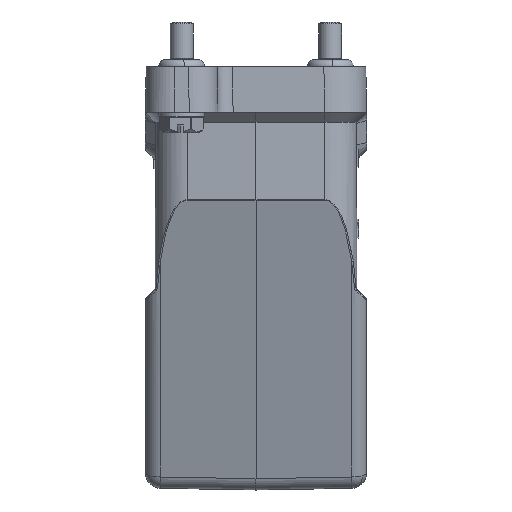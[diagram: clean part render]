
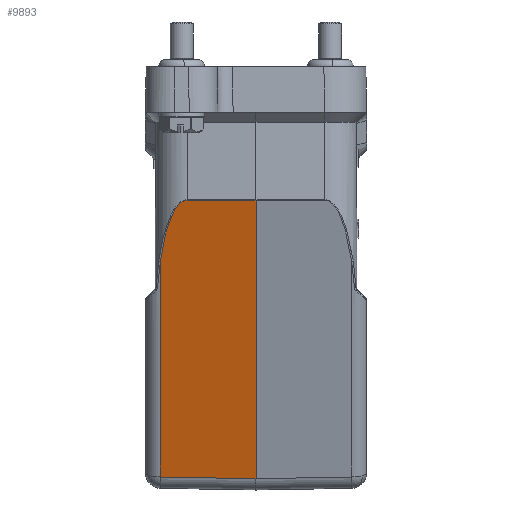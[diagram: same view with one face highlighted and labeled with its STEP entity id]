
A CAD part, left-side view. The second image highlights one B-rep face of the part: STEP entity #9893.
In plain terms, the highlighted planar face has unit normal (-0.966, 0.018, -0.259).
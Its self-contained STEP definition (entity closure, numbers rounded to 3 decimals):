
#925=DIRECTION('',(-0.013,-1.,-0.017));
#926=VECTOR('',#925,25.076);
#927=CARTESIAN_POINT('',(-55.094,25.07,-95.598));
#928=LINE('',#927,#926);
#929=CARTESIAN_POINT('',(-74.668,18.048,-23.022));
#930=CARTESIAN_POINT('',(-74.666,18.167,-23.022));
#931=CARTESIAN_POINT('',(-74.651,18.545,-23.052));
#932=CARTESIAN_POINT('',(-74.579,19.185,-23.279));
#933=CARTESIAN_POINT('',(-74.43,19.894,-23.787));
#934=CARTESIAN_POINT('',(-74.24,20.519,-24.453));
#935=CARTESIAN_POINT('',(-74.027,21.065,-25.209));
#936=CARTESIAN_POINT('',(-73.803,21.541,-26.013));
#937=CARTESIAN_POINT('',(-73.57,21.965,-26.856));
#938=CARTESIAN_POINT('',(-73.332,22.344,-27.718));
#939=CARTESIAN_POINT('',(-73.092,22.684,-28.59));
#940=CARTESIAN_POINT('',(-72.846,22.998,-29.486));
#941=CARTESIAN_POINT('',(-72.588,23.297,-30.432));
#942=CARTESIAN_POINT('',(-72.307,23.59,-31.46));
#943=CARTESIAN_POINT('',(-71.998,23.881,-32.594));
#944=CARTESIAN_POINT('',(-71.657,24.169,-33.845));
#945=CARTESIAN_POINT('',(-71.284,24.449,-35.218));
#946=CARTESIAN_POINT('',(-70.878,24.718,-36.715));
#947=CARTESIAN_POINT('',(-70.525,24.922,-38.02));
#948=CARTESIAN_POINT('',(-70.307,25.034,-38.827));
#949=CARTESIAN_POINT('',(-70.235,25.07,-39.091));
#951=DIRECTION('',(0.017,1.,0.002));
#952=VECTOR('',#951,18.051);
#953=CARTESIAN_POINT('',(-74.983,0.,
-23.064));
#954=LINE('',#953,#952);
#955=DIRECTION('',(-0.259,0.,0.966));
#956=VECTOR('',#955,75.546);
#957=CARTESIAN_POINT('',(-55.43,0.,
-96.036));
#958=LINE('',#957,#956);
#981=DIRECTION('',(-0.259,0.,0.966));
#982=VECTOR('',#981,58.501);
#983=CARTESIAN_POINT('',(-55.094,25.07,-95.598));
#984=LINE('',#983,#982);
#998=CARTESIAN_POINT('',(-70.235,25.07,-39.091));
#1470=CARTESIAN_POINT('',(-55.43,0.,
-96.036));
#1935=CARTESIAN_POINT('',(-74.983,0.,
-23.064));
#7446=VERTEX_POINT('',#1470);
#7459=CARTESIAN_POINT('',(-55.094,25.07,
-95.598));
#7460=VERTEX_POINT('',#7459);
#7992=VERTEX_POINT('',#1935);
#7993=CARTESIAN_POINT('',(-74.668,18.048,
-23.022));
#7994=VERTEX_POINT('',#7993);
#7999=VERTEX_POINT('',#998);
#9878=CARTESIAN_POINT('',(-54.636,0.,-99.));
#9879=DIRECTION('',(0.966,-0.017,0.259));
#9880=DIRECTION('',(0.259,0.,-0.966));
#9881=AXIS2_PLACEMENT_3D('',#9878,#9879,#9880);
#9882=PLANE('',#9881);
#9884=ORIENTED_EDGE('',*,*,#9883,.F.);
#9886=ORIENTED_EDGE('',*,*,#9885,.T.);
#9887=ORIENTED_EDGE('',*,*,#9870,.F.);
#9888=ORIENTED_EDGE('',*,*,#9779,.F.);
#9890=ORIENTED_EDGE('',*,*,#9889,.F.);
#9891=EDGE_LOOP('',(#9884,#9886,#9887,#9888,#9890));
#9892=FACE_OUTER_BOUND('',#9891,.F.);
#9893=ADVANCED_FACE('',(#9892),#9882,.F.);
#950=B_SPLINE_CURVE_WITH_KNOTS('',3,(#929,#930,#931,#932,#933,#934,#935,#936,
#937,#938,#939,#940,#941,#942,#943,#944,#945,#946,#947,#948,#949),.UNSPECIFIED.,
.F.,.F.,(4,1,1,1,1,1,1,1,1,1,1,1,1,1,1,1,1,1,4),(0.,0.019,
0.06,0.108,0.159,0.208,
0.259,0.311,0.362,0.413,
0.464,0.517,0.575,0.638,
0.708,0.784,0.867,0.957,1.),
.UNSPECIFIED.);
#9779=EDGE_CURVE('',#7992,#7994,#954,.T.);
#9870=EDGE_CURVE('',#7994,#7999,#950,.T.);
#9883=EDGE_CURVE('',#7460,#7446,#928,.T.);
#9885=EDGE_CURVE('',#7460,#7999,#984,.T.);
#9889=EDGE_CURVE('',#7446,#7992,#958,.T.);
